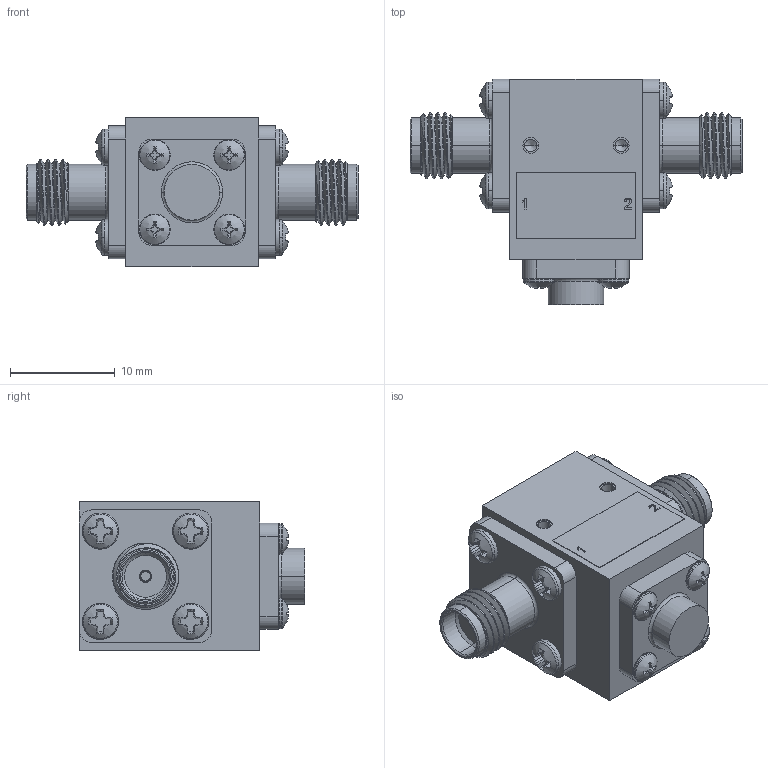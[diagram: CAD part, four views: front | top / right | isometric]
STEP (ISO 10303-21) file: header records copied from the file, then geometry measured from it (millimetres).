
FILE_DESCRIPTION (( 'STEP AP214' ), '1' );
FILE_NAME ('FMIR1010A_3D.step', '2024-07-16T15:04:28', ( '' ), ( '' ), 'SwSTEP 2.0', 'SolidWorks 2022', '' );
FILE_SCHEMA (( 'AUTOMOTIVE_DESIGN' ));
Length unit declared in the file: inch
Products named in the file (1): FMIR1010A_3D
Bounding box: 31.75 x 21.58 x 14.27 mm (x, y, z)
Volume: 4181.7 mm3; surface area: 2660.4 mm2
Topology: 1 solids, 15 shells, 767 faces, 2002 edges, 1308 vertices
Faces by surface type: plane 304, cylinder 284, bspline 97, cone 76, torus 6
Entity records: 46414 total; most frequent: CARTESIAN_POINT 29375, ORIENTED_EDGE 3988, DIRECTION 2912, EDGE_CURVE 1994, VERTEX_POINT 1308, AXIS2_PLACEMENT_3D 1059, EDGE_LOOP 844, VECTOR 794
